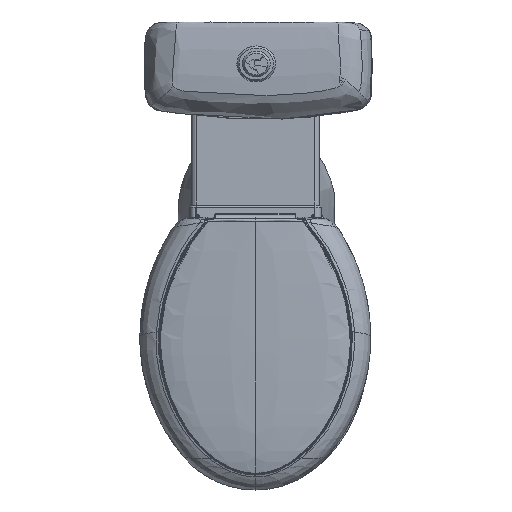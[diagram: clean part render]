
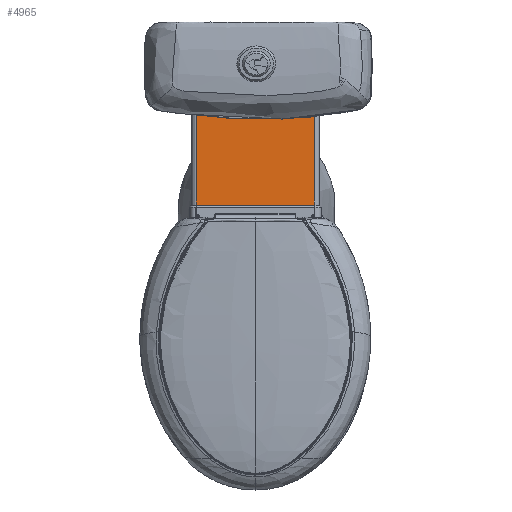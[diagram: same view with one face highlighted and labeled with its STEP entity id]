
A CAD part, top view. The second image highlights one B-rep face of the part: STEP entity #4965.
In plain terms, the highlighted planar face has unit normal (0, 0, 1).
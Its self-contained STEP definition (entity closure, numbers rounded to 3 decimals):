
#197=(
BOUNDED_CURVE()
B_SPLINE_CURVE(2,(#398782,#398783,#398784),.UNSPECIFIED.,.F.,.F.)
B_SPLINE_CURVE_WITH_KNOTS((3,3),(-194.883,0.),.UNSPECIFIED.)
CURVE()
GEOMETRIC_REPRESENTATION_ITEM()
RATIONAL_B_SPLINE_CURVE((1.,0.995,1.))
REPRESENTATION_ITEM('')
);
#3987=PLANE('',#46296);
#4965=ADVANCED_FACE('',(#7953),#3987,.T.);
#7953=FACE_OUTER_BOUND('',#10941,.T.);
#10941=EDGE_LOOP('',(#14916,#14917,#14918,#14919));
#14916=ORIENTED_EDGE('',*,*,#29235,.T.);
#14917=ORIENTED_EDGE('',*,*,#28771,.F.);
#14918=ORIENTED_EDGE('',*,*,#29236,.F.);
#14919=ORIENTED_EDGE('',*,*,#29255,.T.);
#28771=EDGE_CURVE('',#41337,#41338,#36134,.T.);
#29235=EDGE_CURVE('',#41702,#41338,#36545,.T.);
#29236=EDGE_CURVE('',#41701,#41337,#36546,.T.);
#29255=EDGE_CURVE('',#41701,#41702,#197,.T.);
#36134=B_SPLINE_CURVE_WITH_KNOTS('',1,(#397585,#397586),.UNSPECIFIED.,.F.,
 .F.,(2,2),(0.,194.),.UNSPECIFIED.);
#36545=B_SPLINE_CURVE_WITH_KNOTS('',1,(#398705,#398706),.UNSPECIFIED.,.F.,
 .F.,(2,2),(0.,224.623),.UNSPECIFIED.);
#36546=B_SPLINE_CURVE_WITH_KNOTS('',1,(#398707,#398708),.UNSPECIFIED.,.F.,
 .F.,(2,2),(-224.623,0.),.UNSPECIFIED.);
#41337=VERTEX_POINT('',#397127);
#41338=VERTEX_POINT('',#397128);
#41701=VERTEX_POINT('',#397491);
#41702=VERTEX_POINT('',#397492);
#46296=AXIS2_PLACEMENT_3D('',#396383,#47878,$);
#47878=DIRECTION('',(0.,0.,1.));
#396383=CARTESIAN_POINT('',(-119.162,-393.474,424.4));
#397127=CARTESIAN_POINT('',(94.25,-371.,424.4));
#397128=CARTESIAN_POINT('',(-99.75,-371.,424.4));
#397491=CARTESIAN_POINT('',(94.25,-146.377,424.4));
#397492=CARTESIAN_POINT('',(-99.75,-146.377,424.4));
#397585=CARTESIAN_POINT('',(94.25,-371.,424.4));
#397586=CARTESIAN_POINT('',(-99.75,-371.,424.4));
#398705=CARTESIAN_POINT('',(-99.75,-146.377,424.4));
#398706=CARTESIAN_POINT('',(-99.75,-371.,424.4));
#398707=CARTESIAN_POINT('',(94.25,-146.377,424.4));
#398708=CARTESIAN_POINT('',(94.25,-371.,424.4));
#398782=CARTESIAN_POINT('',(94.25,-146.377,424.4));
#398783=CARTESIAN_POINT('',(-2.75,-155.644,424.4));
#398784=CARTESIAN_POINT('',(-99.75,-146.377,424.4));
